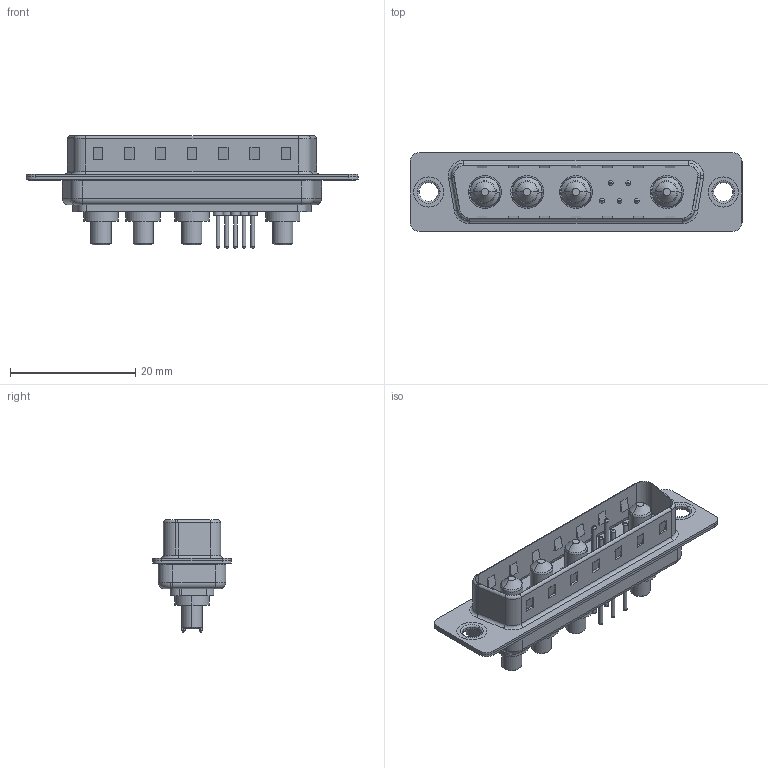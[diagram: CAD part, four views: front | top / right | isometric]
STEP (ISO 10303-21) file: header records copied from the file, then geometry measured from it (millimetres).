
FILE_DESCRIPTION (( 'STEP AP203' ), '1' );
FILE_NAME ('627-9W4-224-3T1.STEP', '2019-05-26T05:13:06', ( '' ), ( '' ), 'SwSTEP 2.0', 'SolidWorks 2016', '' );
FILE_SCHEMA (( 'CONFIG_CONTROL_DESIGN' ));
Length unit declared in the file: millimetre
Products named in the file (8): 627Combo Contact Row 1_24; 627Combo Contact Row 2_24; 627-9W4-224-3T1; 627Combo Housing_9W4; 627Combo Shell Rear_25 Contacts; 627Combo Shell Front_25 Contacts; 627Combo Thru Hole Rivet; Power Pin_30A S
Assembly tree (14 placements, depth 2):
  627-9W4-224-3T1
    627Combo Housing_9W4
    627Combo Shell Rear_25 Contacts
    627Combo Shell Front_25 Contacts
    627Combo Thru Hole Rivet  x2
    Power Pin_30A S  x4
    627Combo Contact Row 1_24  x2
    627Combo Contact Row 2_24  x3
Bounding box: 53 x 12.6 x 17.9 mm (x, y, z)
Volume: 2944.3 mm3; surface area: 6582.7 mm2
Topology: 18 solids, 18 shells, 695 faces, 1585 edges, 974 vertices
Faces by surface type: cylinder 267, plane 246, torus 146, cone 28, bspline 8
Entity records: 15280 total; most frequent: DIRECTION 2656, CARTESIAN_POINT 2487, ORIENTED_EDGE 2312, EDGE_CURVE 1156, AXIS2_PLACEMENT_3D 1021, VERTEX_POINT 722, VECTOR 614, LINE 614
